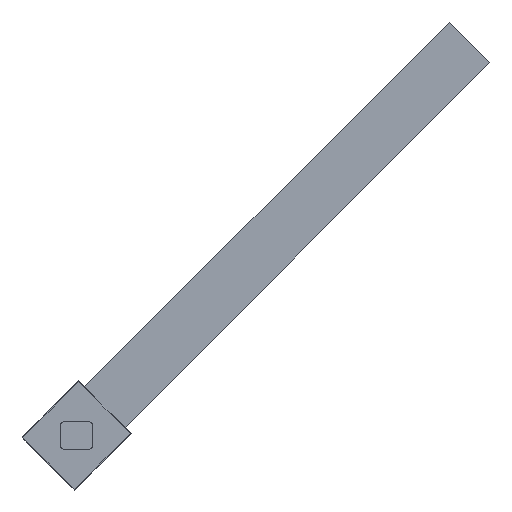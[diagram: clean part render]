
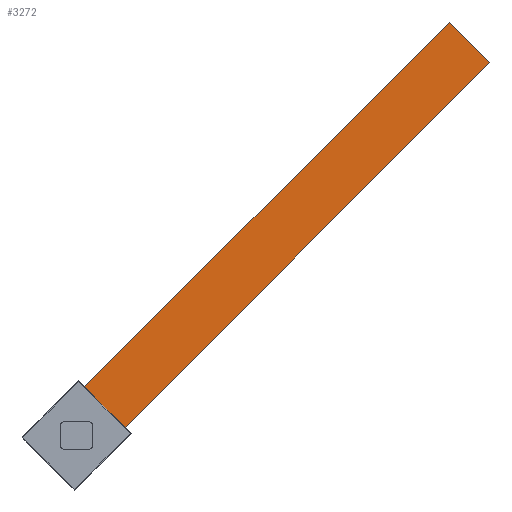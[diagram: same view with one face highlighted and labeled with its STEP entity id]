
A CAD part, front view. The second image highlights one B-rep face of the part: STEP entity #3272.
In plain terms, the highlighted planar face has unit normal (0, -1, 0).
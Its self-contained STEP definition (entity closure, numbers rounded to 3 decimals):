
#126 = LINE ( 'NONE', #3300, #1633 ) ;
#141 = CARTESIAN_POINT ( 'NONE',  ( 113.267, -6.819, 171.209 ) ) ;
#209 = LINE ( 'NONE', #1108, #2239 ) ;
#438 = LINE ( 'NONE', #3636, #1074 ) ;
#588 = DIRECTION ( 'NONE',  ( 0.707, 0., 0.707 ) ) ;
#615 = EDGE_LOOP ( 'NONE', ( #1050, #1484, #3084, #1552 ) ) ;
#841 = DIRECTION ( 'NONE',  ( 0.707, 0., -0.707 ) ) ;
#867 = EDGE_CURVE ( 'NONE', #3303, #2374, #438, .T. ) ;
#902 = CARTESIAN_POINT ( 'NONE',  ( -28.154, -6.819, 58.072 ) ) ;
#921 = LINE ( 'NONE', #1494, #3742 ) ;
#957 = CARTESIAN_POINT ( 'NONE',  ( -14.012, -6.819, 43.93 ) ) ;
#1009 = CARTESIAN_POINT ( 'NONE',  ( 99.125, -6.819, 185.351 ) ) ;
#1050 = ORIENTED_EDGE ( 'NONE', *, *, #867, .T. ) ;
#1074 = VECTOR ( 'NONE', #588, 1000. ) ;
#1108 = CARTESIAN_POINT ( 'NONE',  ( -28.154, -6.819, 58.072 ) ) ;
#1239 = PLANE ( 'NONE',  #3129 ) ;
#1276 = EDGE_CURVE ( 'NONE', #1284, #2322, #921, .T. ) ;
#1284 = VERTEX_POINT ( 'NONE', #902 ) ;
#1289 = DIRECTION ( 'NONE',  ( 0.707, 0., -0.707 ) ) ;
#1410 = EDGE_CURVE ( 'NONE', #2322, #2374, #126, .T. ) ;
#1484 = ORIENTED_EDGE ( 'NONE', *, *, #1410, .F. ) ;
#1494 = CARTESIAN_POINT ( 'NONE',  ( 99.125, -6.819, 185.351 ) ) ;
#1552 = ORIENTED_EDGE ( 'NONE', *, *, #2140, .T. ) ;
#1633 = VECTOR ( 'NONE', #1289, 1000. ) ;
#1805 = CARTESIAN_POINT ( 'NONE',  ( 99.125, -6.819, 185.351 ) ) ;
#2114 = DIRECTION ( 'NONE',  ( -0.707, 0., -0.707 ) ) ;
#2140 = EDGE_CURVE ( 'NONE', #1284, #3303, #209, .T. ) ;
#2239 = VECTOR ( 'NONE', #841, 1000. ) ;
#2322 = VERTEX_POINT ( 'NONE', #1009 ) ;
#2374 = VERTEX_POINT ( 'NONE', #141 ) ;
#2407 = DIRECTION ( 'NONE',  ( 0.707, 0., 0.707 ) ) ;
#3084 = ORIENTED_EDGE ( 'NONE', *, *, #1276, .F. ) ;
#3129 = AXIS2_PLACEMENT_3D ( 'NONE', #1805, #3354, #2114 ) ;
#3272 = ADVANCED_FACE ( 'NONE', ( #3664 ), #1239, .F. ) ;
#3300 = CARTESIAN_POINT ( 'NONE',  ( 99.125, -6.819, 185.351 ) ) ;
#3303 = VERTEX_POINT ( 'NONE', #957 ) ;
#3354 = DIRECTION ( 'NONE',  ( 0., 1., 0. ) ) ;
#3636 = CARTESIAN_POINT ( 'NONE',  ( 113.267, -6.819, 171.209 ) ) ;
#3664 = FACE_OUTER_BOUND ( 'NONE', #615, .T. ) ;
#3742 = VECTOR ( 'NONE', #2407, 1000. ) ;
